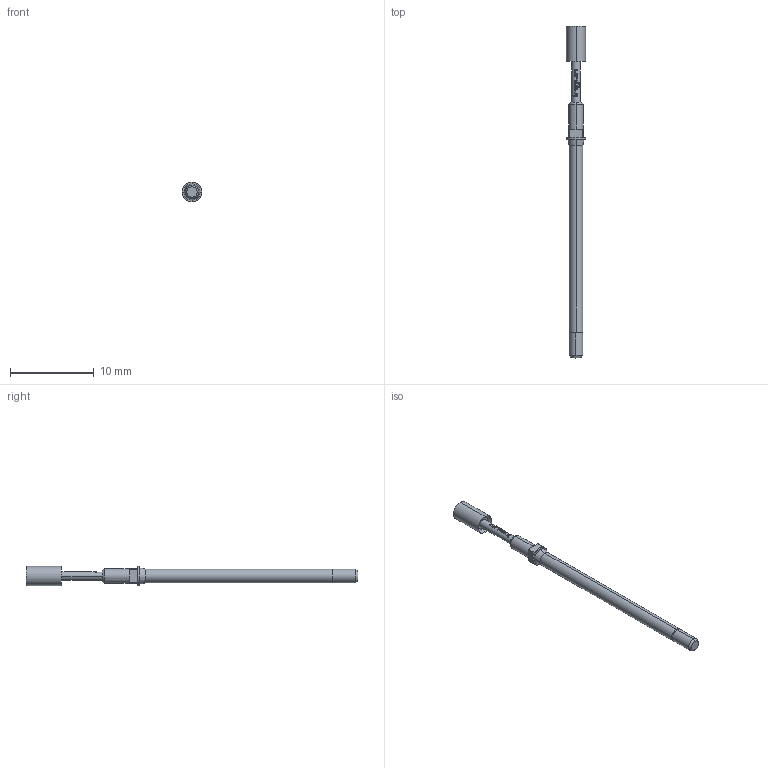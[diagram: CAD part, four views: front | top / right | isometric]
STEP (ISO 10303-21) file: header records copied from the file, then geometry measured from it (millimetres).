
FILE_DESCRIPTION (( 'STEP AP203' ), '1' );
FILE_NAME ('INGUN_GKS-112_006_230_X_xx05_M_0.STEP', '2017-03-15T11:22:42', ( '' ), ( '' ), 'SwSTEP 2.0', 'SolidWorks 2016', '' );
FILE_SCHEMA (( 'CONFIG_CONTROL_DESIGN' ));
Length unit declared in the file: millimetre
Products named in the file (2): INGUN_GKS-112_006_230_X_xx05_M_0
Bounding box: 2.3 x 39.6 x 2.3 mm (x, y, z)
Volume: 83.7 mm3; surface area: 267.8 mm2
Topology: 2 solids, 2 shells, 189 faces, 476 edges, 303 vertices
Faces by surface type: plane 117, cylinder 26, bspline 22, cone 22, torus 2
Entity records: 6039 total; most frequent: CARTESIAN_POINT 1720, ORIENTED_EDGE 952, DIRECTION 772, EDGE_CURVE 476, VERTEX_POINT 303, AXIS2_PLACEMENT_3D 293, EDGE_LOOP 203, ADVANCED_FACE 189
